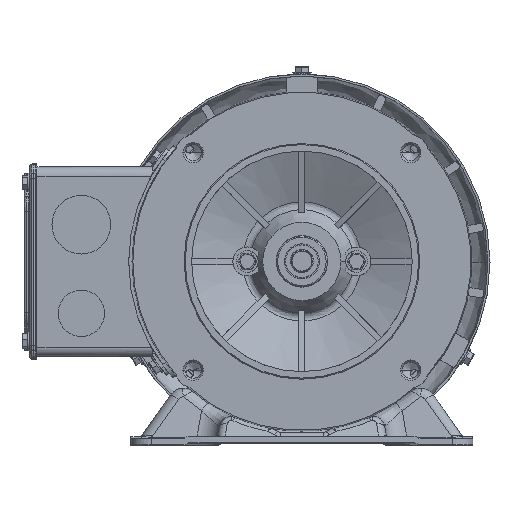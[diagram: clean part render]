
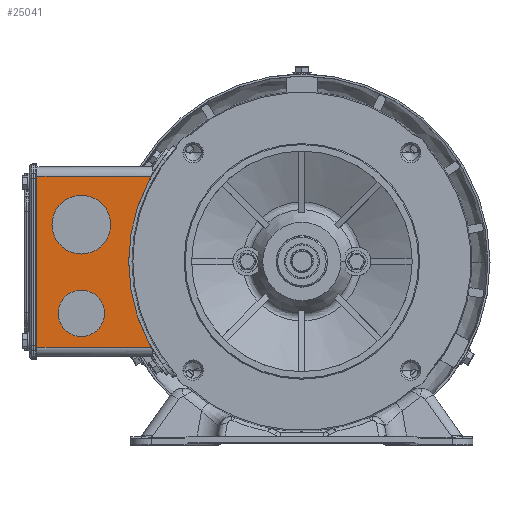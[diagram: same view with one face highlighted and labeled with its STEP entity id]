
A CAD part, top view. The second image highlights one B-rep face of the part: STEP entity #25041.
In plain terms, the highlighted planar face has unit normal (0, 0, 1).
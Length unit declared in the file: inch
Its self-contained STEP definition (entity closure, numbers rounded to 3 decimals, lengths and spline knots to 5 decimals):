
#1725 = ORIENTED_EDGE ( 'NONE', *, *, #104660, .T. ) ;
#2167 = VERTEX_POINT ( 'NONE', #91524 ) ;
#2196 = ORIENTED_EDGE ( 'NONE', *, *, #115536, .T. ) ;
#5321 = VERTEX_POINT ( 'NONE', #54881 ) ;
#5452 = CARTESIAN_POINT ( 'NONE',  ( 0., 0., 0.09843 ) ) ;
#5997 = AXIS2_PLACEMENT_3D ( 'NONE', #27007, #62928, #100558 ) ;
#6952 = CARTESIAN_POINT ( 'NONE',  ( -4.2126, 1.26969, 0.09843 ) ) ;
#9401 = EDGE_LOOP ( 'NONE', ( #2196, #109717 ) ) ;
#9761 = VERTEX_POINT ( 'NONE', #62316 ) ;
#13058 = ORIENTED_EDGE ( 'NONE', *, *, #22110, .T. ) ;
#14187 = VERTEX_POINT ( 'NONE', #120435 ) ;
#14976 = LINE ( 'NONE', #100226, #95686 ) ;
#15112 = EDGE_CURVE ( 'NONE', #5321, #27200, #102029, .T. ) ;
#15378 = EDGE_LOOP ( 'NONE', ( #1725, #21783 ) ) ;
#15446 = DIRECTION ( 'NONE',  ( 0., 1., 0. ) ) ;
#17737 = FACE_BOUND ( 'NONE', #15378, .T. ) ;
#19517 = ORIENTED_EDGE ( 'NONE', *, *, #104571, .T. ) ;
#21783 = ORIENTED_EDGE ( 'NONE', *, *, #50846, .T. ) ;
#22110 = EDGE_CURVE ( 'NONE', #2167, #9761, #40173, .T. ) ;
#22143 = CARTESIAN_POINT ( 'NONE',  ( -5.90551, 1.62992, 0.09843 ) ) ;
#24446 = EDGE_CURVE ( 'NONE', #70905, #2167, #14976, .T. ) ;
#24629 = DIRECTION ( 'NONE',  ( 0., 1., 0. ) ) ;
#25041 = ADVANCED_FACE ( 'NONE', ( #26403, #102373, #17737 ), #36936, .T. ) ;
#26403 = FACE_BOUND ( 'NONE', #9401, .T. ) ;
#27007 = CARTESIAN_POINT ( 'NONE',  ( -4.2126, -0.98425, 0.09843 ) ) ;
#27098 = AXIS2_PLACEMENT_3D ( 'NONE', #107759, #106545, #68319 ) ;
#27200 = VERTEX_POINT ( 'NONE', #6952 ) ;
#27252 = DIRECTION ( 'NONE',  ( 0., 1., 0. ) ) ;
#29673 = CIRCLE ( 'NONE', #5997, 0.44291 ) ;
#36936 = PLANE ( 'NONE',  #97679 ) ;
#37025 = CIRCLE ( 'NONE', #27098, 0.44291 ) ;
#40173 = CIRCLE ( 'NONE', #113140, 3.30709 ) ;
#40772 = DIRECTION ( 'NONE',  ( 0., 0., -1. ) ) ;
#43915 = CARTESIAN_POINT ( 'NONE',  ( -4.2126, 0.70866, 0.09843 ) ) ;
#44933 = CARTESIAN_POINT ( 'NONE',  ( -4.2126, -0.54134, 0.09843 ) ) ;
#46218 = DIRECTION ( 'NONE',  ( 0., 1., 0. ) ) ;
#48815 = AXIS2_PLACEMENT_3D ( 'NONE', #63796, #75497, #27252 ) ;
#49868 = CIRCLE ( 'NONE', #81460, 0.56102 ) ;
#50846 = EDGE_CURVE ( 'NONE', #90606, #95464, #29673, .T. ) ;
#54881 = CARTESIAN_POINT ( 'NONE',  ( -4.2126, 0.14764, 0.09843 ) ) ;
#59862 = DIRECTION ( 'NONE',  ( 1., 0., 0. ) ) ;
#60814 = ORIENTED_EDGE ( 'NONE', *, *, #24446, .T. ) ;
#62316 = CARTESIAN_POINT ( 'NONE',  ( -2.87753, 1.62992, 0.09843 ) ) ;
#62928 = DIRECTION ( 'NONE',  ( 0., 0., -1. ) ) ;
#63080 = DIRECTION ( 'NONE',  ( 0., 0., -1. ) ) ;
#63796 = CARTESIAN_POINT ( 'NONE',  ( -4.2126, 0.70866, 0.09843 ) ) ;
#64632 = VECTOR ( 'NONE', #122068, 39.37008 ) ;
#68319 = DIRECTION ( 'NONE',  ( 0., 1., 0. ) ) ;
#70905 = VERTEX_POINT ( 'NONE', #92382 ) ;
#73420 = CARTESIAN_POINT ( 'NONE',  ( -5.90551, -1.81102, 0.09843 ) ) ;
#75497 = DIRECTION ( 'NONE',  ( 0., 0., -1. ) ) ;
#77023 = EDGE_LOOP ( 'NONE', ( #13058, #118885, #19517, #60814 ) ) ;
#77801 = CARTESIAN_POINT ( 'NONE',  ( -4.2126, -1.42717, 0.09843 ) ) ;
#81460 = AXIS2_PLACEMENT_3D ( 'NONE', #43915, #63080, #15446 ) ;
#90606 = VERTEX_POINT ( 'NONE', #77801 ) ;
#91524 = CARTESIAN_POINT ( 'NONE',  ( -2.87753, -1.62992, 0.09843 ) ) ;
#92382 = CARTESIAN_POINT ( 'NONE',  ( -5.07874, -1.62992, 0.09843 ) ) ;
#94254 = CARTESIAN_POINT ( 'NONE',  ( -5.07874, 1.81102, 0.09843 ) ) ;
#95464 = VERTEX_POINT ( 'NONE', #44933 ) ;
#95686 = VECTOR ( 'NONE', #118186, 39.37008 ) ;
#97679 = AXIS2_PLACEMENT_3D ( 'NONE', #73420, #120343, #46218 ) ;
#100226 = CARTESIAN_POINT ( 'NONE',  ( -5.90551, -1.62992, 0.09843 ) ) ;
#100558 = DIRECTION ( 'NONE',  ( 0., 1., 0. ) ) ;
#102029 = CIRCLE ( 'NONE', #48815, 0.56102 ) ;
#102373 = FACE_OUTER_BOUND ( 'NONE', #77023, .T. ) ;
#104443 = VECTOR ( 'NONE', #59862, 39.37008 ) ;
#104571 = EDGE_CURVE ( 'NONE', #14187, #70905, #113997, .T. ) ;
#104660 = EDGE_CURVE ( 'NONE', #95464, #90606, #37025, .T. ) ;
#106545 = DIRECTION ( 'NONE',  ( 0., 0., -1. ) ) ;
#107759 = CARTESIAN_POINT ( 'NONE',  ( -4.2126, -0.98425, 0.09843 ) ) ;
#109717 = ORIENTED_EDGE ( 'NONE', *, *, #15112, .T. ) ;
#110238 = EDGE_CURVE ( 'NONE', #14187, #9761, #116051, .T. ) ;
#113140 = AXIS2_PLACEMENT_3D ( 'NONE', #5452, #40772, #24629 ) ;
#113997 = LINE ( 'NONE', #94254, #64632 ) ;
#115536 = EDGE_CURVE ( 'NONE', #27200, #5321, #49868, .T. ) ;
#116051 = LINE ( 'NONE', #22143, #104443 ) ;
#118186 = DIRECTION ( 'NONE',  ( 1., 0., 0. ) ) ;
#118885 = ORIENTED_EDGE ( 'NONE', *, *, #110238, .F. ) ;
#120343 = DIRECTION ( 'NONE',  ( 0., 0., 1. ) ) ;
#120435 = CARTESIAN_POINT ( 'NONE',  ( -5.07874, 1.62992, 0.09843 ) ) ;
#122068 = DIRECTION ( 'NONE',  ( 0., -1., 0. ) ) ;
